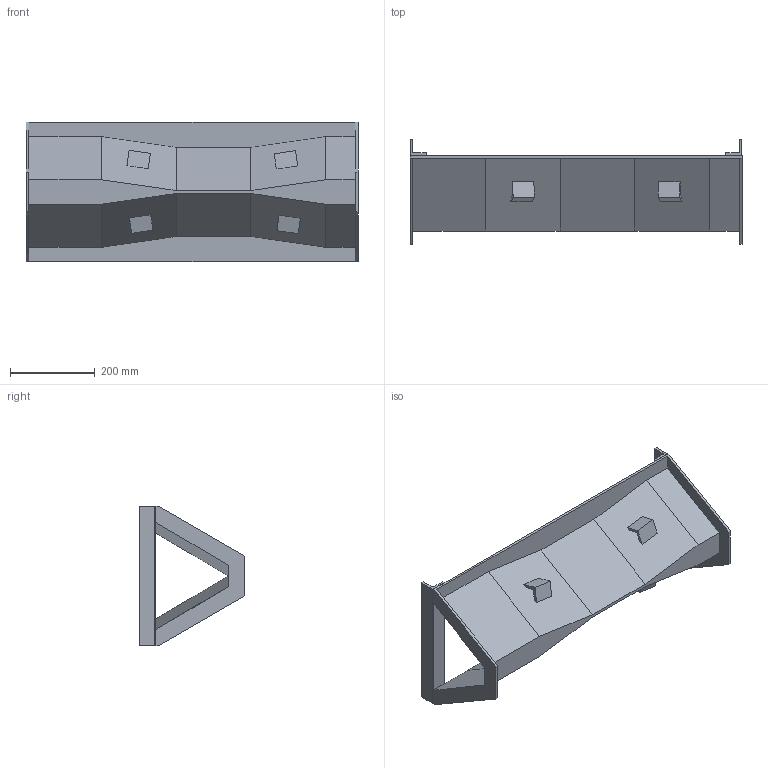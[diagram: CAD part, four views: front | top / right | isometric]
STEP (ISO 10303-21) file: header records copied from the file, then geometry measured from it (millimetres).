
FILE_DESCRIPTION (( 'STEP AP214' ), '1' );
FILE_NAME ('Lg Trap Assem1 no options.STEP', '2020-12-16T22:02:57', ( '' ), ( '' ), 'SwSTEP 2.0', 'SolidWorks 2020', '' );
FILE_SCHEMA (( 'AUTOMOTIVE_DESIGN' ));
Length unit declared in the file: inch
Products named in the file (5): Spreader Bar_Default<As Machined>; Angle bracket; Lg Trap Assem1 no options; Lg Trap Staff Gauge_Metric Staff Gauge;  Large Trap Flume w recessed bubbler slot_no bubbler tube recess
Assembly tree (8 placements, depth 2):
  Lg Trap Assem1 no options
     Large Trap Flume w recessed bubbler slot_no bubbler tube recess
    Lg Trap Staff Gauge_Metric Staff Gauge
    Spreader Bar_Default<As Machined>  x2
    Angle bracket  x4
Bounding box: 784.23 x 247.65 x 330.2 mm (x, y, z)
Volume: 3207602 mm3; surface area: 1060810.9 mm2
Topology: 8 solids, 8 shells, 97 faces, 235 edges, 154 vertices
Faces by surface type: plane 93, cylinder 4
Entity records: 2399 total; most frequent: CARTESIAN_POINT 333, ORIENTED_EDGE 314, DIRECTION 309, EDGE_CURVE 157, LINE 153, VECTOR 153, VERTEX_POINT 102, AXIS2_PLACEMENT_3D 78
